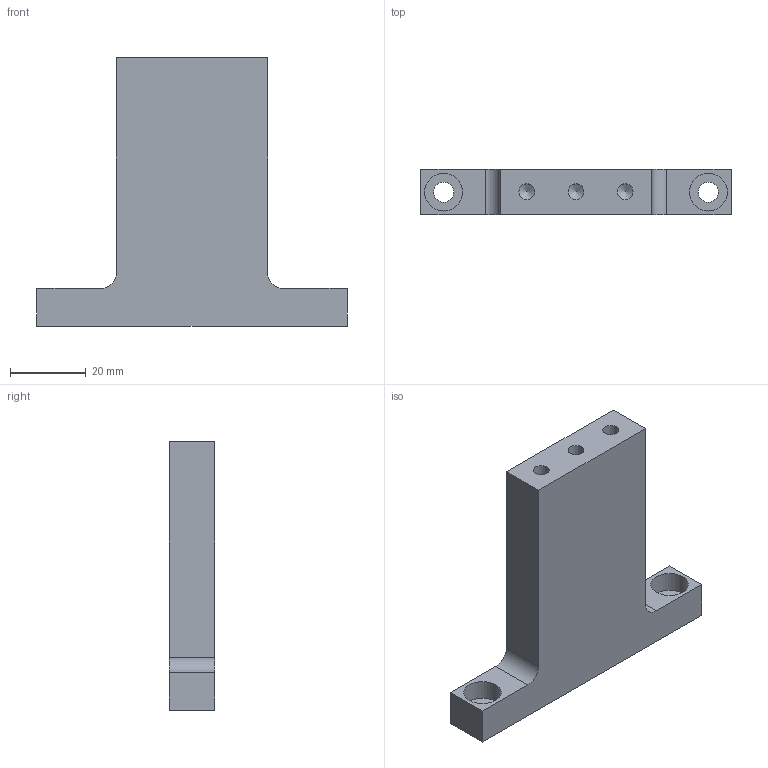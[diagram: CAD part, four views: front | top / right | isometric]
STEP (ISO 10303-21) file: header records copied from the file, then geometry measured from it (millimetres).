
FILE_DESCRIPTION (( 'STEP AP214' ), '1' );
FILE_NAME ('BRAS-USI-004A-support roulement.STEP', '2023-09-22T06:03:58', ( '' ), ( '' ), 'SwSTEP 2.0', 'SolidWorks 2021', '' );
FILE_SCHEMA (( 'AUTOMOTIVE_DESIGN' ));
Length unit declared in the file: millimetre
Products named in the file (1): BRAS-USI-004A-support roulement
Bounding box: 82 x 12 x 71 mm (x, y, z)
Volume: 37510.3 mm3; surface area: 11169.4 mm2
Topology: 1 solids, 1 shells, 24 faces, 57 edges, 37 vertices
Faces by surface type: plane 12, cylinder 9, cone 3
Full cylindrical faces by diameter (mm): 4.2 x3, 5.3 x2, 10 x2
Entity records: 693 total; most frequent: DIRECTION 112, CARTESIAN_POINT 103, ORIENTED_EDGE 88, EDGE_CURVE 44, AXIS2_PLACEMENT_3D 43, EDGE_LOOP 40, VERTEX_POINT 34, FACE_OUTER_BOUND 31
